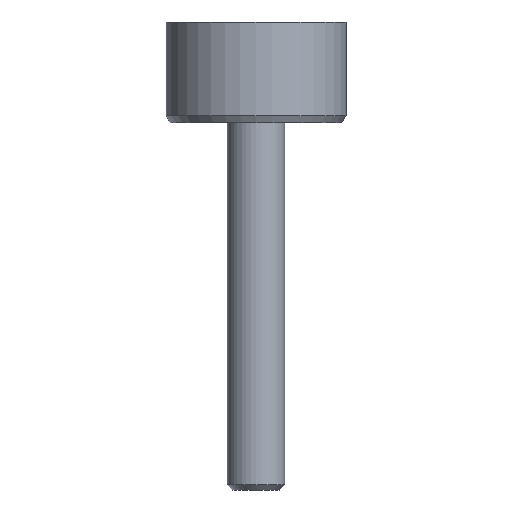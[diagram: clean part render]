
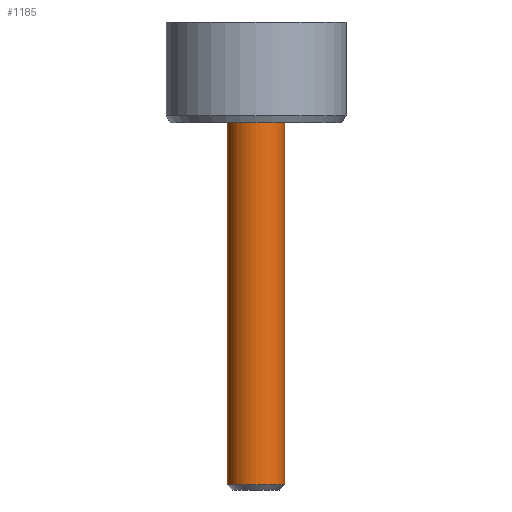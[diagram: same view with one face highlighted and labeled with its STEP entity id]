
A CAD part, front view. The second image highlights one B-rep face of the part: STEP entity #1185.
In plain terms, the highlighted cylindrical face has radius 0.8 mm (diameter 1.6 mm), a full revolution.
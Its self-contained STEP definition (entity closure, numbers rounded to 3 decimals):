
#15=CYLINDRICAL_SURFACE('',#1265,0.8);
#36=CIRCLE('',#1264,0.8);
#37=CIRCLE('',#1266,0.8);
#174=FACE_OUTER_BOUND('',#246,.T.);
#246=EDGE_LOOP('',(#1071,#1072,#1073,#1074));
#358=LINE('',#2175,#467);
#467=VECTOR('',#1489,0.8);
#578=VERTEX_POINT('',#2169);
#579=VERTEX_POINT('',#2173);
#743=EDGE_CURVE('',#578,#578,#36,.T.);
#745=EDGE_CURVE('',#579,#579,#37,.T.);
#746=EDGE_CURVE('',#579,#578,#358,.T.);
#1071=ORIENTED_EDGE('',*,*,#745,.F.);
#1072=ORIENTED_EDGE('',*,*,#746,.T.);
#1073=ORIENTED_EDGE('',*,*,#743,.T.);
#1074=ORIENTED_EDGE('',*,*,#746,.F.);
#1185=ADVANCED_FACE('',(#174),#15,.T.);
#1264=AXIS2_PLACEMENT_3D('',#2170,#1482,#1483);
#1265=AXIS2_PLACEMENT_3D('',#2172,#1485,#1486);
#1266=AXIS2_PLACEMENT_3D('',#2174,#1487,#1488);
#1482=DIRECTION('center_axis',(0.,0.,1.));
#1483=DIRECTION('ref_axis',(0.,-1.,0.));
#1485=DIRECTION('center_axis',(0.,0.,1.));
#1486=DIRECTION('ref_axis',(0.,-1.,0.));
#1487=DIRECTION('center_axis',(0.,0.,1.));
#1488=DIRECTION('ref_axis',(0.,-1.,0.));
#1489=DIRECTION('',(0.,0.,-1.));
#2169=CARTESIAN_POINT('',(0.,0.8,-10.05));
#2170=CARTESIAN_POINT('Origin',(0.,0.,-10.05));
#2172=CARTESIAN_POINT('Origin',(0.,0.,-5.025));
#2173=CARTESIAN_POINT('',(0.,0.8,0.));
#2174=CARTESIAN_POINT('Origin',(0.,0.,0.));
#2175=CARTESIAN_POINT('',(0.,0.8,-5.025));
